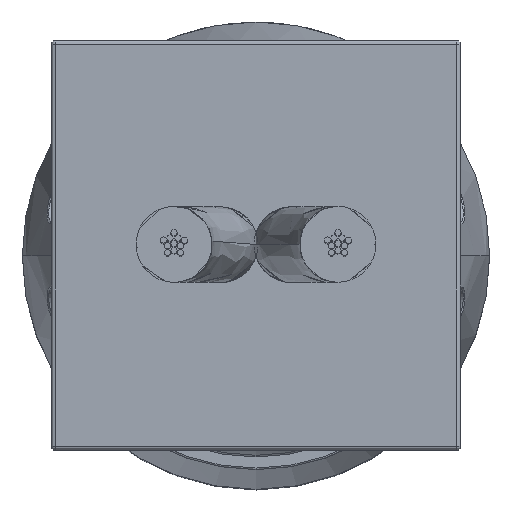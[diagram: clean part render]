
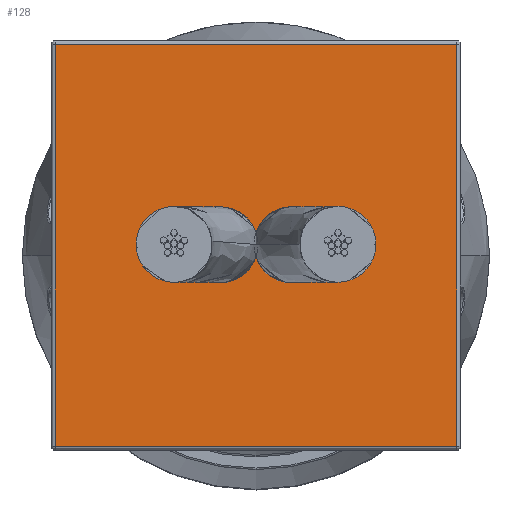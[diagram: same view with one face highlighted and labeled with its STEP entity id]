
A CAD part, top view. The second image highlights one B-rep face of the part: STEP entity #128.
In plain terms, the highlighted face is planar.
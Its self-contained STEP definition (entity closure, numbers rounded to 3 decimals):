
#128 = ADVANCED_FACE ( 'NONE', ( #11832 ), #25577, .F. ) ;
#348 = ORIENTED_EDGE ( 'NONE', *, *, #9113, .T. ) ;
#1797 = DIRECTION ( 'NONE',  ( 1., 0., 0. ) ) ;
#2627 = VERTEX_POINT ( 'NONE', #24127 ) ;
#3033 = VECTOR ( 'NONE', #29872, 1000. ) ;
#4449 = DIRECTION ( 'NONE',  ( 0., 0., -1. ) ) ;
#5444 = EDGE_CURVE ( 'NONE', #15710, #2627, #15603, .T. ) ;
#6072 = VECTOR ( 'NONE', #24563, 1000. ) ;
#6507 = EDGE_LOOP ( 'NONE', ( #348, #32099, #31041, #16964 ) ) ;
#7999 = VECTOR ( 'NONE', #30234, 1000. ) ;
#8267 = VERTEX_POINT ( 'NONE', #17106 ) ;
#8318 = CARTESIAN_POINT ( 'NONE',  ( -5., 0., -4.9 ) ) ;
#9113 = EDGE_CURVE ( 'NONE', #11478, #15710, #30812, .T. ) ;
#9448 = CARTESIAN_POINT ( 'NONE',  ( -5., 0., 0. ) ) ;
#11317 = CARTESIAN_POINT ( 'NONE',  ( -5., -4.9, 0. ) ) ;
#11336 = DIRECTION ( 'NONE',  ( 0., -1., 0. ) ) ;
#11478 = VERTEX_POINT ( 'NONE', #29306 ) ;
#11832 = FACE_OUTER_BOUND ( 'NONE', #6507, .T. ) ;
#15341 = AXIS2_PLACEMENT_3D ( 'NONE', #9448, #1797, #4449 ) ;
#15603 = LINE ( 'NONE', #24801, #6072 ) ;
#15710 = VERTEX_POINT ( 'NONE', #16961 ) ;
#16961 = CARTESIAN_POINT ( 'NONE',  ( -5., -4.9, 4.9 ) ) ;
#16964 = ORIENTED_EDGE ( 'NONE', *, *, #19974, .T. ) ;
#17106 = CARTESIAN_POINT ( 'NONE',  ( -5., 4.9, -4.9 ) ) ;
#19075 = EDGE_CURVE ( 'NONE', #2627, #8267, #31671, .T. ) ;
#19974 = EDGE_CURVE ( 'NONE', #8267, #11478, #25506, .T. ) ;
#20894 = VECTOR ( 'NONE', #11336, 1000. ) ;
#24127 = CARTESIAN_POINT ( 'NONE',  ( -5., 4.9, 4.9 ) ) ;
#24563 = DIRECTION ( 'NONE',  ( 0., 1., 0. ) ) ;
#24801 = CARTESIAN_POINT ( 'NONE',  ( -5., 0., 4.9 ) ) ;
#25506 = LINE ( 'NONE', #8318, #20894 ) ;
#25577 = PLANE ( 'NONE',  #15341 ) ;
#29306 = CARTESIAN_POINT ( 'NONE',  ( -5., -4.9, -4.9 ) ) ;
#29872 = DIRECTION ( 'NONE',  ( 0., 0., 1. ) ) ;
#30234 = DIRECTION ( 'NONE',  ( 0., 0., -1. ) ) ;
#30812 = LINE ( 'NONE', #11317, #3033 ) ;
#31041 = ORIENTED_EDGE ( 'NONE', *, *, #19075, .T. ) ;
#31671 = LINE ( 'NONE', #32696, #7999 ) ;
#32099 = ORIENTED_EDGE ( 'NONE', *, *, #5444, .T. ) ;
#32696 = CARTESIAN_POINT ( 'NONE',  ( -5., 4.9, 0. ) ) ;
